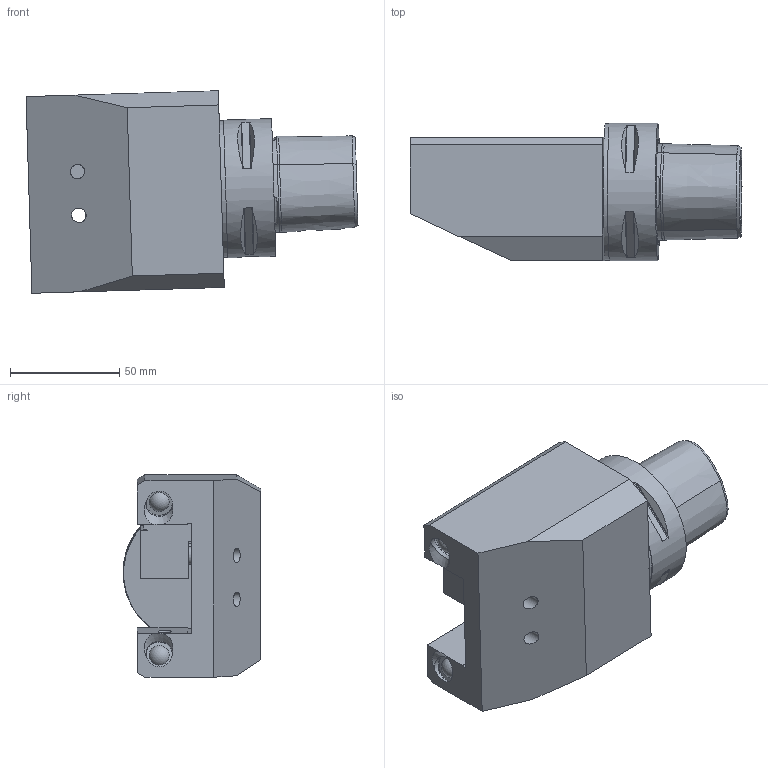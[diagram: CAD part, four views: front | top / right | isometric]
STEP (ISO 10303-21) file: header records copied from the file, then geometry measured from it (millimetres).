
FILE_DESCRIPTION(/* description */ (''),/* implementation_level */ '2;1');
FILE_NAME(/* name */ '06_25_043.stp',/* time_stamp */ '2021-10-18T08:15:13+02:00',/* author */ ('cad'),/* organization */ (''),/* preprocessor_version */ 'ST-DEVELOPER v18.1',/* originating_system */ 'Autodesk Inventor 2021',/* authorisation */ '');
FILE_SCHEMA (('AUTOMOTIVE_DESIGN { 1 0 10303 214 3 1 1 }'));
Length unit declared in the file: inch
Products named in the file (1): 06_25_043_Shrinkwrap_1
Bounding box: 151.86 x 63 x 92.62 mm (x, y, z)
Volume: 421834.2 mm3; surface area: 61652.8 mm2
Topology: 1 solids, 1 shells, 217 faces, 583 edges, 395 vertices
Faces by surface type: plane 120, cylinder 45, cone 31, bspline 12, torus 7, sphere 2
Full cylindrical faces by diameter (mm): 5.5 x1, 6.647 x5, 8 x4, 8.1 x2, 9 x2, 10 x1, 12 x2, 13 x4, 14 x2, 18.376 x1, 28 x2, 32 x1, 62.6 x1, 63 x1
Entity records: 8158 total; most frequent: CARTESIAN_POINT 2459, ORIENTED_EDGE 1154, DIRECTION 1089, EDGE_CURVE 577, AXIS2_PLACEMENT_3D 408, VERTEX_POINT 395, LINE 273, VECTOR 273
